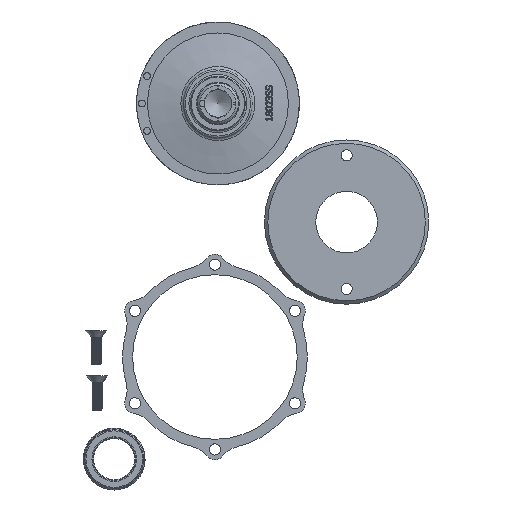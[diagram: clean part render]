
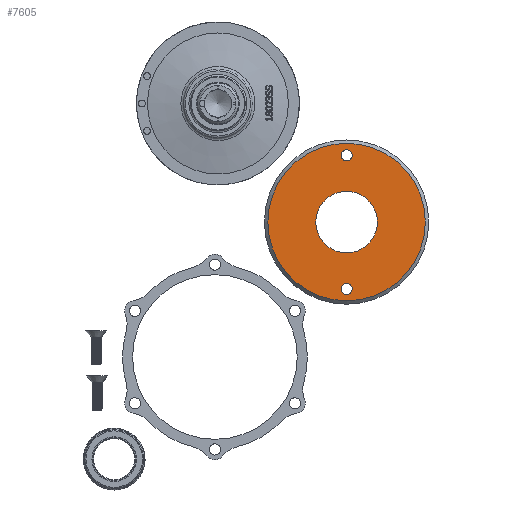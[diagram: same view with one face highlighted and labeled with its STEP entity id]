
A CAD part, left-side view. The second image highlights one B-rep face of the part: STEP entity #7605.
In plain terms, the highlighted planar face has unit normal (-1, 0, 0).
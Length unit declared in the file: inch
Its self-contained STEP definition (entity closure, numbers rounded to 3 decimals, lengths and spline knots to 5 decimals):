
#671=FACE_BOUND('',#1397,.T.);
#672=FACE_BOUND('',#1398,.T.);
#673=FACE_BOUND('',#1399,.T.);
#724=PLANE('',#8198);
#940=FACE_OUTER_BOUND('',#1396,.T.);
#1396=EDGE_LOOP('',(#5080));
#1397=EDGE_LOOP('',(#5081,#5082));
#1398=EDGE_LOOP('',(#5083));
#1399=EDGE_LOOP('',(#5084));
#2579=CIRCLE('',#8194,2.875);
#2582=CIRCLE('',#8199,1.125);
#2583=CIRCLE('',#8200,1.125);
#2584=CIRCLE('',#8201,0.20313);
#2585=CIRCLE('',#8202,0.20313);
#3028=VERTEX_POINT('',#10954);
#3031=VERTEX_POINT('',#10964);
#3032=VERTEX_POINT('',#10965);
#3033=VERTEX_POINT('',#10968);
#3034=VERTEX_POINT('',#10970);
#3842=EDGE_CURVE('',#3028,#3028,#2579,.T.);
#3846=EDGE_CURVE('',#3031,#3032,#2582,.T.);
#3847=EDGE_CURVE('',#3032,#3031,#2583,.T.);
#3848=EDGE_CURVE('',#3033,#3033,#2584,.T.);
#3849=EDGE_CURVE('',#3034,#3034,#2585,.T.);
#5080=ORIENTED_EDGE('',*,*,#3842,.F.);
#5081=ORIENTED_EDGE('',*,*,#3846,.T.);
#5082=ORIENTED_EDGE('',*,*,#3847,.T.);
#5083=ORIENTED_EDGE('',*,*,#3848,.T.);
#5084=ORIENTED_EDGE('',*,*,#3849,.T.);
#7605=ADVANCED_FACE('',(#940,#671,#672,#673),#724,.T.);
#8194=AXIS2_PLACEMENT_3D('',#10956,#9007,#9008);
#8198=AXIS2_PLACEMENT_3D('',#10963,#9016,#9017);
#8199=AXIS2_PLACEMENT_3D('',#10966,#9018,#9019);
#8200=AXIS2_PLACEMENT_3D('',#10967,#9020,#9021);
#8201=AXIS2_PLACEMENT_3D('',#10969,#9022,#9023);
#8202=AXIS2_PLACEMENT_3D('',#10971,#9024,#9025);
#9007=DIRECTION('center_axis',(1.,0.,0.));
#9008=DIRECTION('ref_axis',(0.,-1.,0.));
#9016=DIRECTION('center_axis',(-1.,0.,0.));
#9017=DIRECTION('ref_axis',(0.,0.,1.));
#9018=DIRECTION('center_axis',(1.,0.,0.));
#9019=DIRECTION('ref_axis',(0.,1.,0.));
#9020=DIRECTION('center_axis',(1.,0.,0.));
#9021=DIRECTION('ref_axis',(0.,1.,0.));
#9022=DIRECTION('center_axis',(1.,0.,0.));
#9023=DIRECTION('ref_axis',(0.,0.,-1.));
#9024=DIRECTION('center_axis',(1.,0.,0.));
#9025=DIRECTION('ref_axis',(0.,0.,-1.));
#10954=CARTESIAN_POINT('',(0.,2.875,0.));
#10956=CARTESIAN_POINT('Origin',(0.,0.,0.));
#10963=CARTESIAN_POINT('Origin',(0.,2.0625,0.));
#10964=CARTESIAN_POINT('',(0.,1.125,0.));
#10965=CARTESIAN_POINT('',(0.,-1.125,0.));
#10966=CARTESIAN_POINT('Origin',(0.,0.,0.));
#10967=CARTESIAN_POINT('Origin',(0.,0.,0.));
#10968=CARTESIAN_POINT('',(0.,0.,2.64063));
#10969=CARTESIAN_POINT('Origin',(0.,0.,2.4375));
#10970=CARTESIAN_POINT('',(0.,0.,-2.23438));
#10971=CARTESIAN_POINT('Origin',(0.,0.,-2.4375));
